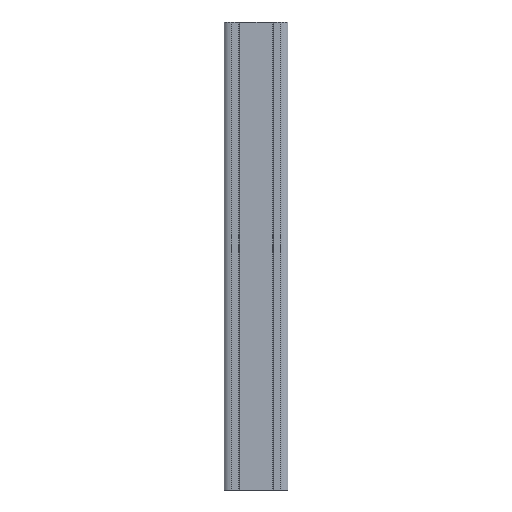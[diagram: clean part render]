
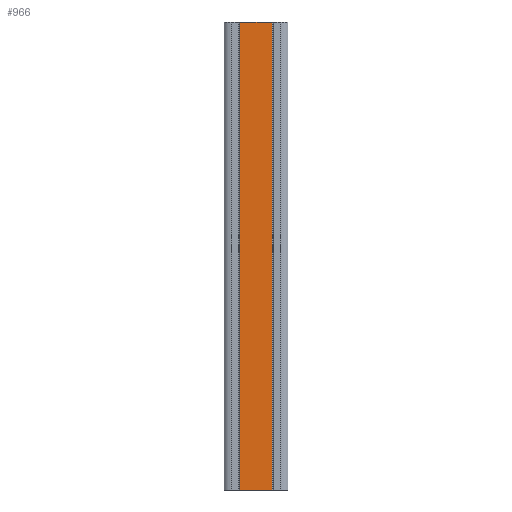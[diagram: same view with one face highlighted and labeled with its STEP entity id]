
A CAD part, left-side view. The second image highlights one B-rep face of the part: STEP entity #966.
In plain terms, the highlighted planar face has unit normal (-1, 0, 0).
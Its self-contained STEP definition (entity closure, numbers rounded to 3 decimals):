
#48=PLANE('',#1057);
#96=FACE_OUTER_BOUND('',#144,.T.);
#144=EDGE_LOOP('',(#803,#804,#805,#806));
#244=LINE('',#1539,#362);
#253=LINE('',#1559,#371);
#261=LINE('',#1583,#379);
#262=LINE('',#1584,#380);
#362=VECTOR('',#1259,10.);
#371=VECTOR('',#1274,10.);
#379=VECTOR('',#1298,10.);
#380=VECTOR('',#1299,10.);
#482=VERTEX_POINT('',#1533);
#484=VERTEX_POINT('',#1537);
#491=VERTEX_POINT('',#1556);
#492=VERTEX_POINT('',#1558);
#608=EDGE_CURVE('',#482,#484,#244,.T.);
#617=EDGE_CURVE('',#492,#491,#253,.T.);
#629=EDGE_CURVE('',#492,#484,#261,.T.);
#630=EDGE_CURVE('',#491,#482,#262,.T.);
#803=ORIENTED_EDGE('',*,*,#608,.T.);
#804=ORIENTED_EDGE('',*,*,#629,.F.);
#805=ORIENTED_EDGE('',*,*,#617,.T.);
#806=ORIENTED_EDGE('',*,*,#630,.T.);
#966=ADVANCED_FACE('',(#96),#48,.T.);
#1057=AXIS2_PLACEMENT_3D('',#1582,#1296,#1297);
#1259=DIRECTION('',(0.,0.,-1.));
#1274=DIRECTION('',(0.,0.,1.));
#1296=DIRECTION('center_axis',(-1.,0.,0.));
#1297=DIRECTION('ref_axis',(0.,-1.,0.));
#1298=DIRECTION('',(0.,1.,0.));
#1299=DIRECTION('',(0.,1.,0.));
#1533=CARTESIAN_POINT('',(-15.,14.499,413.));
#1537=CARTESIAN_POINT('',(-15.,14.499,0.));
#1539=CARTESIAN_POINT('',(-15.,14.499,0.));
#1556=CARTESIAN_POINT('',(-15.,-14.495,413.));
#1558=CARTESIAN_POINT('',(-15.,-14.495,0.));
#1559=CARTESIAN_POINT('',(-15.,-14.495,0.));
#1582=CARTESIAN_POINT('Origin',(-15.,28.,0.));
#1583=CARTESIAN_POINT('',(-15.,14.,0.));
#1584=CARTESIAN_POINT('',(-15.,14.,413.));
